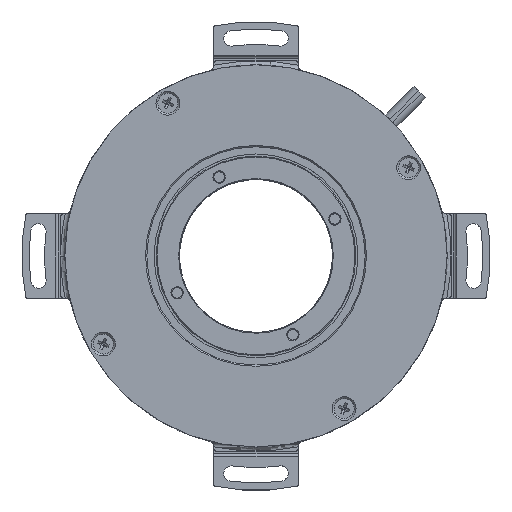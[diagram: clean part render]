
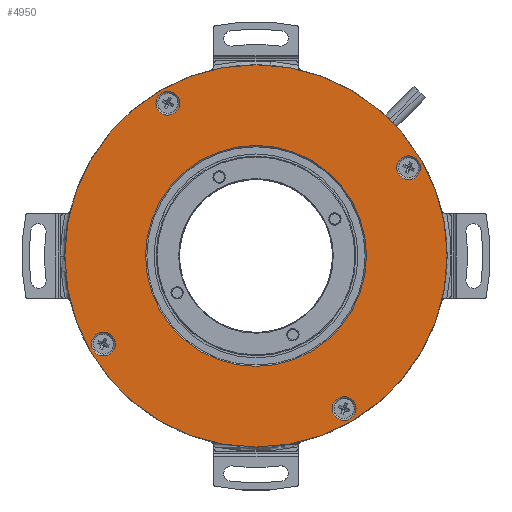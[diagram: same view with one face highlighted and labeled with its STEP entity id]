
A CAD part, top view. The second image highlights one B-rep face of the part: STEP entity #4950.
In plain terms, the highlighted planar face has unit normal (0, 0, 1).
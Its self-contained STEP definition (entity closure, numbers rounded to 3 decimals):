
#24 = EDGE_LOOP ( 'NONE', ( #9368, #13827 ) ) ;
#89 = DIRECTION ( 'NONE',  ( 0., 0., -1. ) ) ;
#1058 = CARTESIAN_POINT ( 'NONE',  ( -33.515, -19.35, 22. ) ) ;
#1555 = DIRECTION ( 'NONE',  ( 0., 0., -1. ) ) ;
#1758 = CARTESIAN_POINT ( 'NONE',  ( 33.515, 19.35, 22. ) ) ;
#2409 = CARTESIAN_POINT ( 'NONE',  ( 20.75, -35.94, 22. ) ) ;
#2624 = DIRECTION ( 'NONE',  ( 0., 0., 1. ) ) ;
#2629 = FACE_BOUND ( 'NONE', #18606, .T. ) ;
#3210 = VERTEX_POINT ( 'NONE', #1058 ) ;
#3466 = CARTESIAN_POINT ( 'NONE',  ( 18.325, -37.34, 22. ) ) ;
#3827 = CARTESIAN_POINT ( 'NONE',  ( -20.75, 35.94, 22. ) ) ;
#4051 = EDGE_CURVE ( 'NONE', #23691, #16751, #25574, .T. ) ;
#4300 = AXIS2_PLACEMENT_3D ( 'NONE', #3827, #1555, #26165 ) ;
#4318 = DIRECTION ( 'NONE',  ( 0., 0., -1. ) ) ;
#4687 = DIRECTION ( 'NONE',  ( -0.866, -0.5, 0. ) ) ;
#4849 = VERTEX_POINT ( 'NONE', #27461 ) ;
#4919 = AXIS2_PLACEMENT_3D ( 'NONE', #13341, #17847, #11182 ) ;
#4950 = ADVANCED_FACE ( 'NONE', ( #17042, #24320, #2629, #11793, #9311, #18448 ), #7859, .F. ) ;
#5011 = CARTESIAN_POINT ( 'NONE',  ( 0., 0., 22. ) ) ;
#5030 = EDGE_CURVE ( 'NONE', #10796, #15322, #14928, .T. ) ;
#5534 = ORIENTED_EDGE ( 'NONE', *, *, #9978, .T. ) ;
#5542 = DIRECTION ( 'NONE',  ( 0., 0., 1. ) ) ;
#5789 = AXIS2_PLACEMENT_3D ( 'NONE', #10125, #5542, #28063 ) ;
#5936 = AXIS2_PLACEMENT_3D ( 'NONE', #6845, #17760, #29011 ) ;
#6596 = EDGE_CURVE ( 'NONE', #4849, #19207, #26410, .T. ) ;
#6601 = VERTEX_POINT ( 'NONE', #7715 ) ;
#6721 = DIRECTION ( 'NONE',  ( -0.866, -0.5, 0. ) ) ;
#6845 = CARTESIAN_POINT ( 'NONE',  ( 0., 0., 22. ) ) ;
#6983 = DIRECTION ( 'NONE',  ( 0., 0., -1. ) ) ;
#7517 = DIRECTION ( 'NONE',  ( -0.866, -0.5, 0. ) ) ;
#7715 = CARTESIAN_POINT ( 'NONE',  ( 23.175, -34.54, 22. ) ) ;
#7773 = CARTESIAN_POINT ( 'NONE',  ( -35.94, -20.75, 22. ) ) ;
#7859 = PLANE ( 'NONE',  #29081 ) ;
#8007 = DIRECTION ( 'NONE',  ( 0., 0., -1. ) ) ;
#8770 = ORIENTED_EDGE ( 'NONE', *, *, #15432, .T. ) ;
#8945 = AXIS2_PLACEMENT_3D ( 'NONE', #15772, #89, #6721 ) ;
#9311 = FACE_BOUND ( 'NONE', #12234, .T. ) ;
#9368 = ORIENTED_EDGE ( 'NONE', *, *, #27010, .F. ) ;
#9378 = CIRCLE ( 'NONE', #19395, 2.8 ) ;
#9978 = EDGE_CURVE ( 'NONE', #6601, #27369, #23779, .T. ) ;
#10125 = CARTESIAN_POINT ( 'NONE',  ( 0., 0., 22. ) ) ;
#10444 = DIRECTION ( 'NONE',  ( -0.866, -0.5, 0. ) ) ;
#10796 = VERTEX_POINT ( 'NONE', #21620 ) ;
#10895 = EDGE_CURVE ( 'NONE', #3210, #11135, #25087, .T. ) ;
#11135 = VERTEX_POINT ( 'NONE', #24662 ) ;
#11182 = DIRECTION ( 'NONE',  ( -0.866, -0.5, 0. ) ) ;
#11615 = CIRCLE ( 'NONE', #5789, 26. ) ;
#11710 = VERTEX_POINT ( 'NONE', #26279 ) ;
#11793 = FACE_BOUND ( 'NONE', #12920, .T. ) ;
#11823 = CIRCLE ( 'NONE', #23025, 2.8 ) ;
#11939 = ORIENTED_EDGE ( 'NONE', *, *, #4051, .T. ) ;
#12234 = EDGE_LOOP ( 'NONE', ( #20895, #26744 ) ) ;
#12533 = EDGE_CURVE ( 'NONE', #17157, #11710, #18762, .T. ) ;
#12707 = DIRECTION ( 'NONE',  ( 0., 0., -1. ) ) ;
#12920 = EDGE_LOOP ( 'NONE', ( #11939, #8770 ) ) ;
#12972 = CARTESIAN_POINT ( 'NONE',  ( 35.94, 20.75, 22. ) ) ;
#13341 = CARTESIAN_POINT ( 'NONE',  ( 0., 0., 22. ) ) ;
#13435 = DIRECTION ( 'NONE',  ( 0., 0., -1. ) ) ;
#13827 = ORIENTED_EDGE ( 'NONE', *, *, #12533, .F. ) ;
#14655 = DIRECTION ( 'NONE',  ( -0.866, -0.5, 0. ) ) ;
#14715 = CARTESIAN_POINT ( 'NONE',  ( -20.75, 35.94, 22. ) ) ;
#14841 = CARTESIAN_POINT ( 'NONE',  ( 0., 0., 22. ) ) ;
#14922 = AXIS2_PLACEMENT_3D ( 'NONE', #7773, #12707, #19087 ) ;
#14928 = CIRCLE ( 'NONE', #22533, 26. ) ;
#15048 = EDGE_CURVE ( 'NONE', #27369, #6601, #11823, .T. ) ;
#15322 = VERTEX_POINT ( 'NONE', #20110 ) ;
#15432 = EDGE_CURVE ( 'NONE', #16751, #23691, #25840, .T. ) ;
#15772 = CARTESIAN_POINT ( 'NONE',  ( 35.94, 20.75, 22. ) ) ;
#15939 = DIRECTION ( 'NONE',  ( -0.866, -0.5, 0. ) ) ;
#16058 = ORIENTED_EDGE ( 'NONE', *, *, #10895, .T. ) ;
#16751 = VERTEX_POINT ( 'NONE', #1758 ) ;
#17042 = FACE_BOUND ( 'NONE', #25976, .T. ) ;
#17157 = VERTEX_POINT ( 'NONE', #18095 ) ;
#17489 = ORIENTED_EDGE ( 'NONE', *, *, #20646, .T. ) ;
#17760 = DIRECTION ( 'NONE',  ( 0., 0., -1. ) ) ;
#17847 = DIRECTION ( 'NONE',  ( 0., 0., -1. ) ) ;
#17982 = CARTESIAN_POINT ( 'NONE',  ( 38.365, 22.15, 22. ) ) ;
#18095 = CARTESIAN_POINT ( 'NONE',  ( -38.971, -22.5, 22. ) ) ;
#18448 = FACE_OUTER_BOUND ( 'NONE', #24, .T. ) ;
#18606 = EDGE_LOOP ( 'NONE', ( #5534, #19750 ) ) ;
#18762 = CIRCLE ( 'NONE', #4919, 45. ) ;
#19047 = EDGE_CURVE ( 'NONE', #19207, #4849, #20449, .T. ) ;
#19087 = DIRECTION ( 'NONE',  ( -0.866, -0.5, 0. ) ) ;
#19207 = VERTEX_POINT ( 'NONE', #26072 ) ;
#19395 = AXIS2_PLACEMENT_3D ( 'NONE', #24778, #6983, #15939 ) ;
#19750 = ORIENTED_EDGE ( 'NONE', *, *, #15048, .T. ) ;
#20110 = CARTESIAN_POINT ( 'NONE',  ( 22.517, 13., 22. ) ) ;
#20449 = CIRCLE ( 'NONE', #4300, 2.8 ) ;
#20622 = DIRECTION ( 'NONE',  ( 0.866, 0.5, 0. ) ) ;
#20646 = EDGE_CURVE ( 'NONE', #11135, #3210, #9378, .T. ) ;
#20803 = DIRECTION ( 'NONE',  ( 0., 0., -1. ) ) ;
#20895 = ORIENTED_EDGE ( 'NONE', *, *, #19047, .T. ) ;
#20994 = CARTESIAN_POINT ( 'NONE',  ( 20.75, -35.94, 22. ) ) ;
#21147 = AXIS2_PLACEMENT_3D ( 'NONE', #12972, #4318, #26718 ) ;
#21576 = CIRCLE ( 'NONE', #5936, 45. ) ;
#21620 = CARTESIAN_POINT ( 'NONE',  ( -22.517, -13., 22. ) ) ;
#22533 = AXIS2_PLACEMENT_3D ( 'NONE', #5011, #2624, #20622 ) ;
#22724 = ORIENTED_EDGE ( 'NONE', *, *, #24443, .F. ) ;
#22938 = AXIS2_PLACEMENT_3D ( 'NONE', #14715, #8007, #10444 ) ;
#23025 = AXIS2_PLACEMENT_3D ( 'NONE', #20994, #20803, #7517 ) ;
#23265 = EDGE_LOOP ( 'NONE', ( #16058, #17489 ) ) ;
#23691 = VERTEX_POINT ( 'NONE', #17982 ) ;
#23779 = CIRCLE ( 'NONE', #23832, 2.8 ) ;
#23832 = AXIS2_PLACEMENT_3D ( 'NONE', #2409, #13435, #4687 ) ;
#24320 = FACE_BOUND ( 'NONE', #23265, .T. ) ;
#24443 = EDGE_CURVE ( 'NONE', #15322, #10796, #11615, .T. ) ;
#24662 = CARTESIAN_POINT ( 'NONE',  ( -38.365, -22.15, 22. ) ) ;
#24778 = CARTESIAN_POINT ( 'NONE',  ( -35.94, -20.75, 22. ) ) ;
#25087 = CIRCLE ( 'NONE', #14922, 2.8 ) ;
#25574 = CIRCLE ( 'NONE', #21147, 2.8 ) ;
#25786 = DIRECTION ( 'NONE',  ( 0., 0., -1. ) ) ;
#25840 = CIRCLE ( 'NONE', #8945, 2.8 ) ;
#25976 = EDGE_LOOP ( 'NONE', ( #22724, #29129 ) ) ;
#26072 = CARTESIAN_POINT ( 'NONE',  ( -18.325, 37.34, 22. ) ) ;
#26165 = DIRECTION ( 'NONE',  ( -0.866, -0.5, 0. ) ) ;
#26279 = CARTESIAN_POINT ( 'NONE',  ( 38.971, 22.5, 22. ) ) ;
#26410 = CIRCLE ( 'NONE', #22938, 2.8 ) ;
#26718 = DIRECTION ( 'NONE',  ( -0.866, -0.5, 0. ) ) ;
#26744 = ORIENTED_EDGE ( 'NONE', *, *, #6596, .T. ) ;
#27010 = EDGE_CURVE ( 'NONE', #11710, #17157, #21576, .T. ) ;
#27369 = VERTEX_POINT ( 'NONE', #3466 ) ;
#27461 = CARTESIAN_POINT ( 'NONE',  ( -23.175, 34.54, 22. ) ) ;
#28063 = DIRECTION ( 'NONE',  ( 0.866, 0.5, 0. ) ) ;
#29011 = DIRECTION ( 'NONE',  ( -0.866, -0.5, 0. ) ) ;
#29081 = AXIS2_PLACEMENT_3D ( 'NONE', #14841, #25786, #14655 ) ;
#29129 = ORIENTED_EDGE ( 'NONE', *, *, #5030, .F. ) ;
